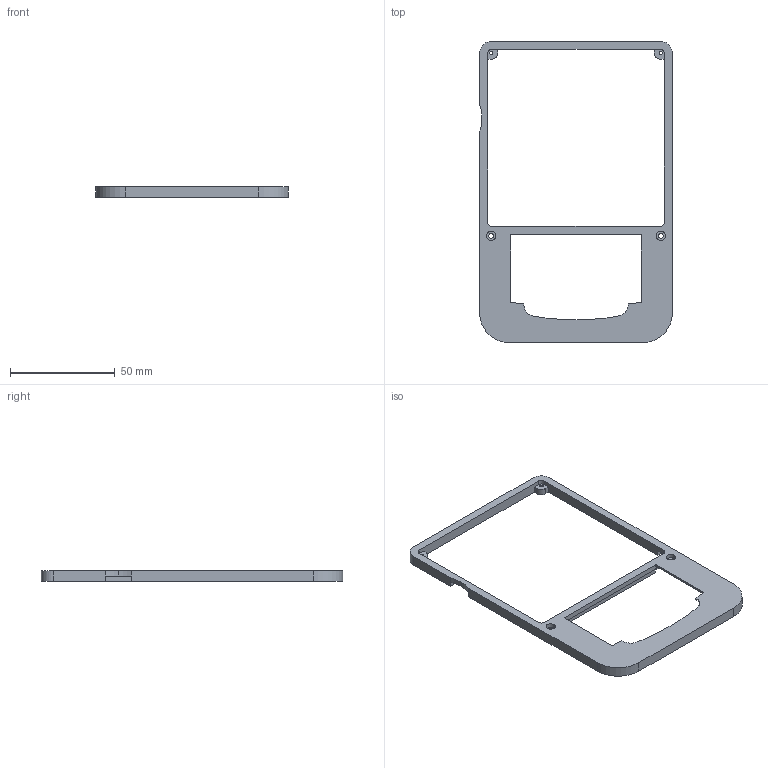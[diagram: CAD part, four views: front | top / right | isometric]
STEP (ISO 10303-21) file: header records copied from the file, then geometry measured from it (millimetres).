
FILE_DESCRIPTION (( 'STEP AP214' ), '1' );
FILE_NAME ('HackberryPi_Cm_CNC_uppercase_9900_new2.STEP', '2025-03-18T14:32:27', ( '' ), ( '' ), 'SwSTEP 2.0', 'SolidWorks 2021', '' );
FILE_SCHEMA (( 'AUTOMOTIVE_DESIGN' ));
Length unit declared in the file: millimetre
Products named in the file (1): HackberryPi_Cm_CNC_uppercase_9900_new2
Bounding box: 91.77 x 143.47 x 5 mm (x, y, z)
Volume: 10278.3 mm3; surface area: 12453.4 mm2
Topology: 1 solids, 1 shells, 135 faces, 385 edges, 256 vertices
Faces by surface type: plane 71, cylinder 54, bspline 10
Entity records: 4649 total; most frequent: CARTESIAN_POINT 1027, ORIENTED_EDGE 770, DIRECTION 725, EDGE_CURVE 385, LINE 257, VECTOR 257, VERTEX_POINT 256, AXIS2_PLACEMENT_3D 234
